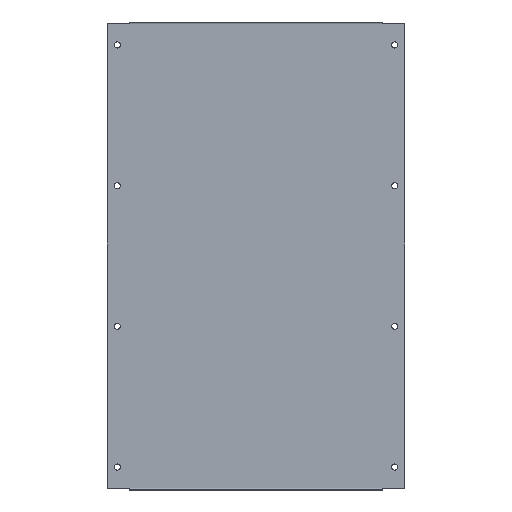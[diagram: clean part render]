
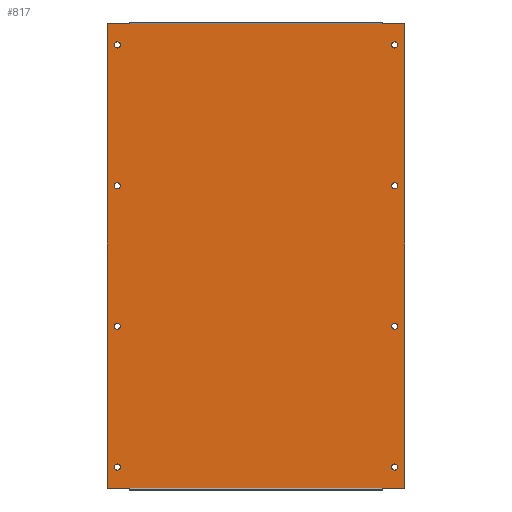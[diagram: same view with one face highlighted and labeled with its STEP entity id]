
A CAD part, top view. The second image highlights one B-rep face of the part: STEP entity #817.
In plain terms, the highlighted planar face has unit normal (0, 0, 1).
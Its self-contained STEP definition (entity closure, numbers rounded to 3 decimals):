
#15 = PLANE ( 'NONE',  #694 ) ;
#16 = FACE_BOUND ( 'NONE', #79, .T. ) ;
#27 = AXIS2_PLACEMENT_3D ( 'NONE', #81, #86, #89 ) ;
#28 = VERTEX_POINT ( 'NONE', #198 ) ;
#37 = EDGE_LOOP ( 'NONE', ( #302, #251, #279, #540, #473, #633, #444, #526 ) ) ;
#56 = VERTEX_POINT ( 'NONE', #350 ) ;
#61 = ORIENTED_EDGE ( 'NONE', *, *, #310, .T. ) ;
#68 = CIRCLE ( 'NONE', #141, 3.25 ) ;
#79 = EDGE_LOOP ( 'NONE', ( #535 ) ) ;
#81 = CARTESIAN_POINT ( 'NONE',  ( 10.6, 322.5, 0. ) ) ;
#86 = DIRECTION ( 'NONE',  ( 0., 0., -1. ) ) ;
#89 = DIRECTION ( 'NONE',  ( -1., 0., 0. ) ) ;
#102 = EDGE_LOOP ( 'NONE', ( #61 ) ) ;
#103 = EDGE_CURVE ( 'NONE', #348, #348, #869, .T. ) ;
#104 = EDGE_CURVE ( 'NONE', #955, #955, #424, .T. ) ;
#108 = AXIS2_PLACEMENT_3D ( 'NONE', #465, #164, #976 ) ;
#111 = CARTESIAN_POINT ( 'NONE',  ( 293.5, 495., 0. ) ) ;
#112 = VERTEX_POINT ( 'NONE', #773 ) ;
#128 = CARTESIAN_POINT ( 'NONE',  ( 293.5, 0., 0. ) ) ;
#134 = CARTESIAN_POINT ( 'NONE',  ( 0., 0., 0. ) ) ;
#136 = VECTOR ( 'NONE', #702, 1000. ) ;
#140 = CARTESIAN_POINT ( 'NONE',  ( 0., 0., 0. ) ) ;
#141 = AXIS2_PLACEMENT_3D ( 'NONE', #238, #240, #246 ) ;
#142 = DIRECTION ( 'NONE',  ( -1., 0., 0. ) ) ;
#155 = EDGE_CURVE ( 'NONE', #388, #717, #211, .T. ) ;
#159 = DIRECTION ( 'NONE',  ( 1., 0., 0. ) ) ;
#164 = DIRECTION ( 'NONE',  ( 0., 0., -1. ) ) ;
#170 = DIRECTION ( 'NONE',  ( 1., 0., 0. ) ) ;
#171 = FACE_BOUND ( 'NONE', #677, .T. ) ;
#197 = EDGE_CURVE ( 'NONE', #941, #624, #954, .T. ) ;
#198 = CARTESIAN_POINT ( 'NONE',  ( 317., 0., 0. ) ) ;
#211 = LINE ( 'NONE', #999, #805 ) ;
#223 = EDGE_CURVE ( 'NONE', #726, #894, #756, .T. ) ;
#238 = CARTESIAN_POINT ( 'NONE',  ( 10.6, 172.5, 0. ) ) ;
#240 = DIRECTION ( 'NONE',  ( 0., 0., -1. ) ) ;
#246 = DIRECTION ( 'NONE',  ( -1., 0., 0. ) ) ;
#251 = ORIENTED_EDGE ( 'NONE', *, *, #394, .T. ) ;
#253 = CARTESIAN_POINT ( 'NONE',  ( 0., 495., 0. ) ) ;
#260 = LINE ( 'NONE', #369, #872 ) ;
#264 = VERTEX_POINT ( 'NONE', #508 ) ;
#279 = ORIENTED_EDGE ( 'NONE', *, *, #155, .F. ) ;
#291 = VECTOR ( 'NONE', #549, 1000. ) ;
#292 = VERTEX_POINT ( 'NONE', #324 ) ;
#294 = AXIS2_PLACEMENT_3D ( 'NONE', #332, #347, #357 ) ;
#302 = ORIENTED_EDGE ( 'NONE', *, *, #197, .T. ) ;
#306 = DIRECTION ( 'NONE',  ( 0., 0., -1. ) ) ;
#310 = EDGE_CURVE ( 'NONE', #112, #112, #359, .T. ) ;
#313 = AXIS2_PLACEMENT_3D ( 'NONE', #671, #372, #352 ) ;
#324 = CARTESIAN_POINT ( 'NONE',  ( 303.15, 172.5, 0. ) ) ;
#326 = VECTOR ( 'NONE', #170, 1000. ) ;
#332 = CARTESIAN_POINT ( 'NONE',  ( 306.4, 172.5, 0. ) ) ;
#337 = CARTESIAN_POINT ( 'NONE',  ( 303.15, 322.5, 0. ) ) ;
#347 = DIRECTION ( 'NONE',  ( 0., 0., -1. ) ) ;
#348 = VERTEX_POINT ( 'NONE', #729 ) ;
#350 = CARTESIAN_POINT ( 'NONE',  ( 303.15, 22.5, 0. ) ) ;
#352 = DIRECTION ( 'NONE',  ( -1., 0., 0. ) ) ;
#357 = DIRECTION ( 'NONE',  ( -1., 0., 0. ) ) ;
#359 = CIRCLE ( 'NONE', #27, 3.25 ) ;
#369 = CARTESIAN_POINT ( 'NONE',  ( 317., 0., 0. ) ) ;
#372 = DIRECTION ( 'NONE',  ( 0., 0., -1. ) ) ;
#385 = FACE_BOUND ( 'NONE', #661, .T. ) ;
#388 = VERTEX_POINT ( 'NONE', #128 ) ;
#389 = EDGE_CURVE ( 'NONE', #388, #28, #787, .T. ) ;
#391 = EDGE_LOOP ( 'NONE', ( #957 ) ) ;
#394 = EDGE_CURVE ( 'NONE', #624, #717, #768, .T. ) ;
#402 = DIRECTION ( 'NONE',  ( -1., 0., 0. ) ) ;
#424 = CIRCLE ( 'NONE', #313, 3.25 ) ;
#428 = ORIENTED_EDGE ( 'NONE', *, *, #1021, .T. ) ;
#444 = ORIENTED_EDGE ( 'NONE', *, *, #223, .F. ) ;
#447 = CARTESIAN_POINT ( 'NONE',  ( 7.35, 472.5, 0. ) ) ;
#450 = EDGE_CURVE ( 'NONE', #928, #928, #68, .T. ) ;
#454 = AXIS2_PLACEMENT_3D ( 'NONE', #1019, #306, #142 ) ;
#458 = ORIENTED_EDGE ( 'NONE', *, *, #500, .T. ) ;
#465 = CARTESIAN_POINT ( 'NONE',  ( 306.4, 472.5, 0. ) ) ;
#469 = CIRCLE ( 'NONE', #803, 3.25 ) ;
#472 = CIRCLE ( 'NONE', #294, 3.25 ) ;
#473 = ORIENTED_EDGE ( 'NONE', *, *, #586, .T. ) ;
#475 = DIRECTION ( 'NONE',  ( 0., 1., 0. ) ) ;
#491 = EDGE_LOOP ( 'NONE', ( #428 ) ) ;
#500 = EDGE_CURVE ( 'NONE', #292, #292, #472, .T. ) ;
#507 = EDGE_LOOP ( 'NONE', ( #712 ) ) ;
#508 = CARTESIAN_POINT ( 'NONE',  ( 7.35, 22.5, 0. ) ) ;
#525 = VECTOR ( 'NONE', #159, 1000. ) ;
#526 = ORIENTED_EDGE ( 'NONE', *, *, #791, .T. ) ;
#530 = EDGE_LOOP ( 'NONE', ( #892 ) ) ;
#535 = ORIENTED_EDGE ( 'NONE', *, *, #104, .T. ) ;
#540 = ORIENTED_EDGE ( 'NONE', *, *, #389, .T. ) ;
#549 = DIRECTION ( 'NONE',  ( 1., 0., 0. ) ) ;
#558 = EDGE_CURVE ( 'NONE', #965, #894, #842, .T. ) ;
#560 = VECTOR ( 'NONE', #915, 1000. ) ;
#564 = CIRCLE ( 'NONE', #454, 3.25 ) ;
#577 = FACE_OUTER_BOUND ( 'NONE', #37, .T. ) ;
#586 = EDGE_CURVE ( 'NONE', #28, #965, #260, .T. ) ;
#596 = CARTESIAN_POINT ( 'NONE',  ( 0., 0., 0. ) ) ;
#598 = FACE_BOUND ( 'NONE', #507, .T. ) ;
#617 = AXIS2_PLACEMENT_3D ( 'NONE', #740, #751, #903 ) ;
#624 = VERTEX_POINT ( 'NONE', #596 ) ;
#630 = VECTOR ( 'NONE', #402, 1000. ) ;
#633 = ORIENTED_EDGE ( 'NONE', *, *, #558, .T. ) ;
#639 = CARTESIAN_POINT ( 'NONE',  ( 23.5, 495., 0. ) ) ;
#661 = EDGE_LOOP ( 'NONE', ( #961 ) ) ;
#669 = CARTESIAN_POINT ( 'NONE',  ( 23.5, 495., 0. ) ) ;
#671 = CARTESIAN_POINT ( 'NONE',  ( 10.6, 472.5, 0. ) ) ;
#677 = EDGE_LOOP ( 'NONE', ( #458 ) ) ;
#694 = AXIS2_PLACEMENT_3D ( 'NONE', #891, #919, #852 ) ;
#702 = DIRECTION ( 'NONE',  ( 0., -1., 0. ) ) ;
#703 = CARTESIAN_POINT ( 'NONE',  ( 23.5, 0., 0. ) ) ;
#712 = ORIENTED_EDGE ( 'NONE', *, *, #776, .T. ) ;
#717 = VERTEX_POINT ( 'NONE', #703 ) ;
#726 = VERTEX_POINT ( 'NONE', #639 ) ;
#729 = CARTESIAN_POINT ( 'NONE',  ( 303.15, 472.5, 0. ) ) ;
#740 = CARTESIAN_POINT ( 'NONE',  ( 10.6, 22.5, 0. ) ) ;
#751 = DIRECTION ( 'NONE',  ( 0., 0., -1. ) ) ;
#756 = LINE ( 'NONE', #669, #291 ) ;
#764 = CARTESIAN_POINT ( 'NONE',  ( 317., 495., 0. ) ) ;
#768 = LINE ( 'NONE', #134, #326 ) ;
#773 = CARTESIAN_POINT ( 'NONE',  ( 7.35, 322.5, 0. ) ) ;
#776 = EDGE_CURVE ( 'NONE', #897, #897, #469, .T. ) ;
#781 = LINE ( 'NONE', #809, #560 ) ;
#787 = LINE ( 'NONE', #140, #525 ) ;
#788 = FACE_BOUND ( 'NONE', #491, .T. ) ;
#791 = EDGE_CURVE ( 'NONE', #726, #941, #781, .T. ) ;
#803 = AXIS2_PLACEMENT_3D ( 'NONE', #893, #900, #911 ) ;
#805 = VECTOR ( 'NONE', #905, 1000. ) ;
#809 = CARTESIAN_POINT ( 'NONE',  ( 0., 495., 0. ) ) ;
#814 = FACE_BOUND ( 'NONE', #102, .T. ) ;
#817 = ADVANCED_FACE ( 'NONE', ( #16, #1011, #814, #598, #385, #171, #988, #788, #577 ), #15, .F. ) ;
#825 = CARTESIAN_POINT ( 'NONE',  ( 7.35, 172.5, 0. ) ) ;
#842 = LINE ( 'NONE', #253, #630 ) ;
#852 = DIRECTION ( 'NONE',  ( -1., 0., 0. ) ) ;
#869 = CIRCLE ( 'NONE', #108, 3.25 ) ;
#872 = VECTOR ( 'NONE', #475, 1000. ) ;
#891 = CARTESIAN_POINT ( 'NONE',  ( 0., 0., 0. ) ) ;
#892 = ORIENTED_EDGE ( 'NONE', *, *, #103, .T. ) ;
#893 = CARTESIAN_POINT ( 'NONE',  ( 306.4, 322.5, 0. ) ) ;
#894 = VERTEX_POINT ( 'NONE', #111 ) ;
#897 = VERTEX_POINT ( 'NONE', #337 ) ;
#900 = DIRECTION ( 'NONE',  ( 0., 0., -1. ) ) ;
#903 = DIRECTION ( 'NONE',  ( -1., 0., 0. ) ) ;
#905 = DIRECTION ( 'NONE',  ( -1., 0., 0. ) ) ;
#911 = DIRECTION ( 'NONE',  ( -1., 0., 0. ) ) ;
#915 = DIRECTION ( 'NONE',  ( -1., 0., 0. ) ) ;
#919 = DIRECTION ( 'NONE',  ( 0., 0., -1. ) ) ;
#928 = VERTEX_POINT ( 'NONE', #825 ) ;
#940 = CARTESIAN_POINT ( 'NONE',  ( 0., 495., 0. ) ) ;
#941 = VERTEX_POINT ( 'NONE', #940 ) ;
#954 = LINE ( 'NONE', #956, #136 ) ;
#955 = VERTEX_POINT ( 'NONE', #447 ) ;
#956 = CARTESIAN_POINT ( 'NONE',  ( 0., 0., 0. ) ) ;
#957 = ORIENTED_EDGE ( 'NONE', *, *, #1020, .T. ) ;
#961 = ORIENTED_EDGE ( 'NONE', *, *, #450, .T. ) ;
#965 = VERTEX_POINT ( 'NONE', #764 ) ;
#976 = DIRECTION ( 'NONE',  ( -1., 0., 0. ) ) ;
#979 = CIRCLE ( 'NONE', #617, 3.25 ) ;
#988 = FACE_BOUND ( 'NONE', #391, .T. ) ;
#999 = CARTESIAN_POINT ( 'NONE',  ( 293.5, 0., 0. ) ) ;
#1011 = FACE_BOUND ( 'NONE', #530, .T. ) ;
#1019 = CARTESIAN_POINT ( 'NONE',  ( 306.4, 22.5, 0. ) ) ;
#1020 = EDGE_CURVE ( 'NONE', #264, #264, #979, .T. ) ;
#1021 = EDGE_CURVE ( 'NONE', #56, #56, #564, .T. ) ;
